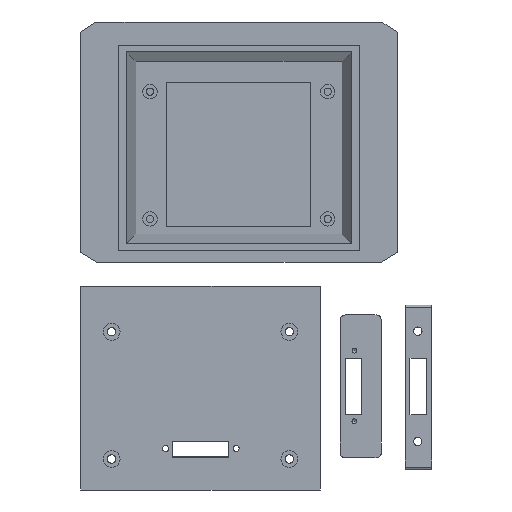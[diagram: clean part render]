
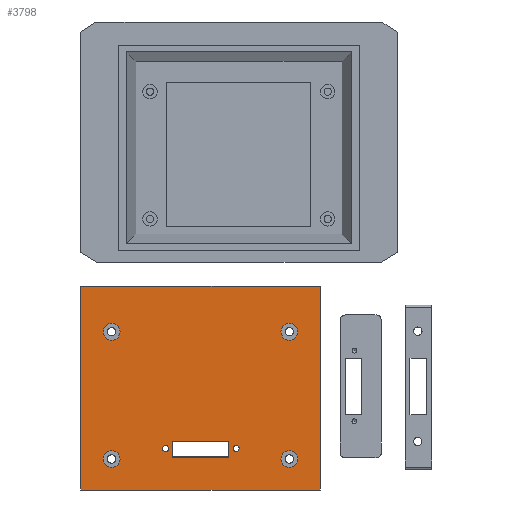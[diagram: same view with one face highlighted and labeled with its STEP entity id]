
A CAD part, front view. The second image highlights one B-rep face of the part: STEP entity #3798.
In plain terms, the highlighted planar face has unit normal (0, -1, 0).
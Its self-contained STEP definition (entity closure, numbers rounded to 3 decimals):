
#118=FACE_BOUND('',#545,.T.);
#119=FACE_BOUND('',#546,.T.);
#120=FACE_BOUND('',#547,.T.);
#121=FACE_BOUND('',#548,.T.);
#122=FACE_BOUND('',#549,.T.);
#123=FACE_BOUND('',#550,.T.);
#124=FACE_BOUND('',#551,.T.);
#177=CIRCLE('',#4050,1.25);
#178=CIRCLE('',#4051,1.25);
#179=CIRCLE('',#4052,3.5);
#180=CIRCLE('',#4053,3.5);
#181=CIRCLE('',#4054,3.5);
#182=CIRCLE('',#4055,3.5);
#310=FACE_OUTER_BOUND('',#544,.T.);
#544=EDGE_LOOP('',(#2540,#2541,#2542,#2543));
#545=EDGE_LOOP('',(#2544));
#546=EDGE_LOOP('',(#2545));
#547=EDGE_LOOP('',(#2546));
#548=EDGE_LOOP('',(#2547));
#549=EDGE_LOOP('',(#2548));
#550=EDGE_LOOP('',(#2549));
#551=EDGE_LOOP('',(#2550,#2551,#2552,#2553));
#837=LINE('',#5540,#1233);
#838=LINE('',#5542,#1234);
#839=LINE('',#5544,#1235);
#840=LINE('',#5545,#1236);
#841=LINE('',#5560,#1237);
#842=LINE('',#5562,#1238);
#843=LINE('',#5564,#1239);
#844=LINE('',#5565,#1240);
#1233=VECTOR('',#4416,10.);
#1234=VECTOR('',#4417,10.);
#1235=VECTOR('',#4418,10.);
#1236=VECTOR('',#4419,10.);
#1237=VECTOR('',#4432,10.);
#1238=VECTOR('',#4433,10.);
#1239=VECTOR('',#4434,10.);
#1240=VECTOR('',#4435,10.);
#1629=VERTEX_POINT('',#5538);
#1630=VERTEX_POINT('',#5539);
#1631=VERTEX_POINT('',#5541);
#1632=VERTEX_POINT('',#5543);
#1633=VERTEX_POINT('',#5546);
#1634=VERTEX_POINT('',#5548);
#1635=VERTEX_POINT('',#5550);
#1636=VERTEX_POINT('',#5552);
#1637=VERTEX_POINT('',#5554);
#1638=VERTEX_POINT('',#5556);
#1639=VERTEX_POINT('',#5558);
#1640=VERTEX_POINT('',#5559);
#1641=VERTEX_POINT('',#5561);
#1642=VERTEX_POINT('',#5563);
#1990=EDGE_CURVE('',#1629,#1630,#837,.T.);
#1991=EDGE_CURVE('',#1630,#1631,#838,.T.);
#1992=EDGE_CURVE('',#1631,#1632,#839,.T.);
#1993=EDGE_CURVE('',#1632,#1629,#840,.T.);
#1994=EDGE_CURVE('',#1633,#1633,#177,.T.);
#1995=EDGE_CURVE('',#1634,#1634,#178,.T.);
#1996=EDGE_CURVE('',#1635,#1635,#179,.T.);
#1997=EDGE_CURVE('',#1636,#1636,#180,.T.);
#1998=EDGE_CURVE('',#1637,#1637,#181,.T.);
#1999=EDGE_CURVE('',#1638,#1638,#182,.T.);
#2000=EDGE_CURVE('',#1639,#1640,#841,.T.);
#2001=EDGE_CURVE('',#1640,#1641,#842,.T.);
#2002=EDGE_CURVE('',#1641,#1642,#843,.T.);
#2003=EDGE_CURVE('',#1642,#1639,#844,.T.);
#2540=ORIENTED_EDGE('',*,*,#1990,.T.);
#2541=ORIENTED_EDGE('',*,*,#1991,.T.);
#2542=ORIENTED_EDGE('',*,*,#1992,.T.);
#2543=ORIENTED_EDGE('',*,*,#1993,.T.);
#2544=ORIENTED_EDGE('',*,*,#1994,.T.);
#2545=ORIENTED_EDGE('',*,*,#1995,.T.);
#2546=ORIENTED_EDGE('',*,*,#1996,.T.);
#2547=ORIENTED_EDGE('',*,*,#1997,.T.);
#2548=ORIENTED_EDGE('',*,*,#1998,.T.);
#2549=ORIENTED_EDGE('',*,*,#1999,.T.);
#2550=ORIENTED_EDGE('',*,*,#2000,.T.);
#2551=ORIENTED_EDGE('',*,*,#2001,.T.);
#2552=ORIENTED_EDGE('',*,*,#2002,.T.);
#2553=ORIENTED_EDGE('',*,*,#2003,.T.);
#3640=PLANE('',#4049);
#3798=ADVANCED_FACE('',(#310,#118,#119,#120,#121,#122,#123,#124),#3640,
 .F.);
#4049=AXIS2_PLACEMENT_3D('',#5537,#4414,#4415);
#4050=AXIS2_PLACEMENT_3D('',#5547,#4420,#4421);
#4051=AXIS2_PLACEMENT_3D('',#5549,#4422,#4423);
#4052=AXIS2_PLACEMENT_3D('',#5551,#4424,#4425);
#4053=AXIS2_PLACEMENT_3D('',#5553,#4426,#4427);
#4054=AXIS2_PLACEMENT_3D('',#5555,#4428,#4429);
#4055=AXIS2_PLACEMENT_3D('',#5557,#4430,#4431);
#4414=DIRECTION('center_axis',(0.,1.,0.));
#4415=DIRECTION('ref_axis',(0.,0.,1.));
#4416=DIRECTION('',(1.,0.,0.));
#4417=DIRECTION('',(0.,0.,1.));
#4418=DIRECTION('',(-1.,0.,0.));
#4419=DIRECTION('',(0.,0.,-1.));
#4420=DIRECTION('center_axis',(0.,1.,0.));
#4421=DIRECTION('ref_axis',(0.,0.,1.));
#4422=DIRECTION('center_axis',(0.,1.,0.));
#4423=DIRECTION('ref_axis',(0.,0.,1.));
#4424=DIRECTION('center_axis',(0.,1.,0.));
#4425=DIRECTION('ref_axis',(0.,0.,-1.));
#4426=DIRECTION('center_axis',(0.,1.,0.));
#4427=DIRECTION('ref_axis',(0.,0.,-1.));
#4428=DIRECTION('center_axis',(0.,1.,0.));
#4429=DIRECTION('ref_axis',(0.,0.,-1.));
#4430=DIRECTION('center_axis',(0.,1.,0.));
#4431=DIRECTION('ref_axis',(0.,0.,-1.));
#4432=DIRECTION('',(0.,0.,-1.));
#4433=DIRECTION('',(-1.,0.,0.));
#4434=DIRECTION('',(0.,0.,1.));
#4435=DIRECTION('',(1.,0.,0.));
#5537=CARTESIAN_POINT('Origin',(50.,-1.15,42.5));
#5538=CARTESIAN_POINT('',(0.1,-1.15,0.1));
#5539=CARTESIAN_POINT('',(99.9,-1.15,0.1));
#5540=CARTESIAN_POINT('',(50.,-1.15,0.1));
#5541=CARTESIAN_POINT('',(99.9,-1.15,84.9));
#5542=CARTESIAN_POINT('',(99.9,-1.15,42.5));
#5543=CARTESIAN_POINT('',(0.1,-1.15,84.9));
#5544=CARTESIAN_POINT('',(50.,-1.15,84.9));
#5545=CARTESIAN_POINT('',(0.1,-1.15,42.5));
#5546=CARTESIAN_POINT('',(64.869,-1.15,16.156));
#5547=CARTESIAN_POINT('Origin',(64.869,-1.15,17.406));
#5548=CARTESIAN_POINT('',(35.464,-1.15,16.104));
#5549=CARTESIAN_POINT('Origin',(35.464,-1.15,17.354));
#5550=CARTESIAN_POINT('',(87.,-1.15,16.5));
#5551=CARTESIAN_POINT('Origin',(87.,-1.15,13.));
#5552=CARTESIAN_POINT('',(13.,-1.15,16.5));
#5553=CARTESIAN_POINT('Origin',(13.,-1.15,13.));
#5554=CARTESIAN_POINT('',(87.,-1.15,69.5));
#5555=CARTESIAN_POINT('Origin',(87.,-1.15,66.));
#5556=CARTESIAN_POINT('',(13.,-1.15,69.5));
#5557=CARTESIAN_POINT('Origin',(13.,-1.15,66.));
#5558=CARTESIAN_POINT('',(61.75,-1.15,20.5));
#5559=CARTESIAN_POINT('',(61.75,-1.15,13.5));
#5560=CARTESIAN_POINT('',(61.75,-1.15,29.75));
#5561=CARTESIAN_POINT('',(38.25,-1.15,13.5));
#5562=CARTESIAN_POINT('',(50.,-1.15,13.5));
#5563=CARTESIAN_POINT('',(38.25,-1.15,20.5));
#5564=CARTESIAN_POINT('',(38.25,-1.15,29.75));
#5565=CARTESIAN_POINT('',(50.,-1.15,20.5));
